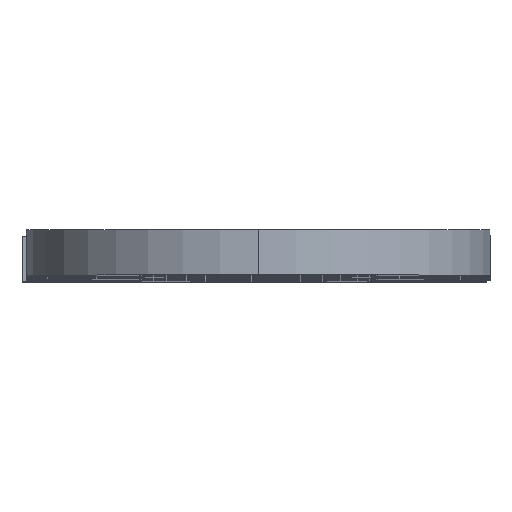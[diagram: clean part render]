
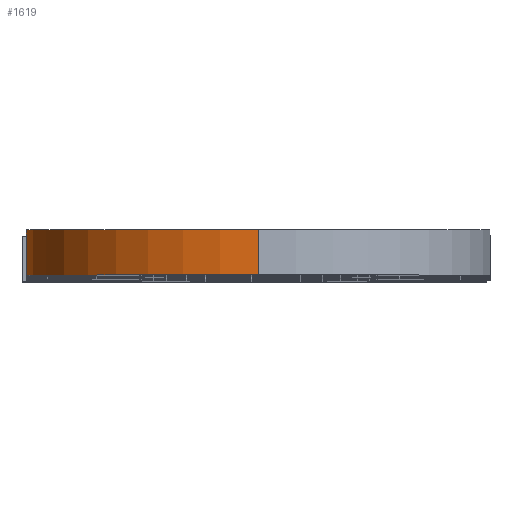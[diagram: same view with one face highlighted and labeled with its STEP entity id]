
A CAD part, top view. The second image highlights one B-rep face of the part: STEP entity #1619.
In plain terms, the highlighted cylindrical face has radius 10.25 mm (diameter 20.5 mm), a partial arc.
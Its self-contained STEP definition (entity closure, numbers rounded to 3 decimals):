
#35 = VECTOR ( 'NONE', #1718, 1000. ) ;
#80 = AXIS2_PLACEMENT_3D ( 'NONE', #1970, #139, #589 ) ;
#139 = DIRECTION ( 'NONE',  ( 0., 1., 0. ) ) ;
#259 = EDGE_CURVE ( 'NONE', #288, #1562, #565, .T. ) ;
#271 = CIRCLE ( 'NONE', #1983, 10.25 ) ;
#273 = VERTEX_POINT ( 'NONE', #1662 ) ;
#288 = VERTEX_POINT ( 'NONE', #297 ) ;
#297 = CARTESIAN_POINT ( 'NONE',  ( 5.417, 0., 151.802 ) ) ;
#354 = LINE ( 'NONE', #1877, #35 ) ;
#424 = CYLINDRICAL_SURFACE ( 'NONE', #1884, 10.25 ) ;
#520 = CARTESIAN_POINT ( 'NONE',  ( 10.417, -2., 160.75 ) ) ;
#530 = CARTESIAN_POINT ( 'NONE',  ( 10.417, -2., 160.75 ) ) ;
#565 = CIRCLE ( 'NONE', #80, 10.25 ) ;
#589 = DIRECTION ( 'NONE',  ( 0., 0., 1. ) ) ;
#638 = DIRECTION ( 'NONE',  ( 0., 0., 1. ) ) ;
#796 = CARTESIAN_POINT ( 'NONE',  ( 5.417, -2., 151.802 ) ) ;
#886 = EDGE_LOOP ( 'NONE', ( #1104, #1670, #1516, #1569 ) ) ;
#956 = DIRECTION ( 'NONE',  ( 0., 1., 0. ) ) ;
#1104 = ORIENTED_EDGE ( 'NONE', *, *, #1637, .T. ) ;
#1140 = EDGE_CURVE ( 'NONE', #273, #1562, #354, .T. ) ;
#1169 = EDGE_CURVE ( 'NONE', #1384, #288, #1626, .T. ) ;
#1233 = DIRECTION ( 'NONE',  ( 0., 0., 1. ) ) ;
#1384 = VERTEX_POINT ( 'NONE', #1971 ) ;
#1516 = ORIENTED_EDGE ( 'NONE', *, *, #259, .F. ) ;
#1557 = DIRECTION ( 'NONE',  ( 0., 1., 0. ) ) ;
#1562 = VERTEX_POINT ( 'NONE', #1672 ) ;
#1569 = ORIENTED_EDGE ( 'NONE', *, *, #1169, .F. ) ;
#1592 = DIRECTION ( 'NONE',  ( 0., 1., 0. ) ) ;
#1619 = ADVANCED_FACE ( 'NONE', ( #1643 ), #424, .T. ) ;
#1626 = LINE ( 'NONE', #796, #1973 ) ;
#1637 = EDGE_CURVE ( 'NONE', #1384, #273, #271, .T. ) ;
#1643 = FACE_OUTER_BOUND ( 'NONE', #886, .T. ) ;
#1662 = CARTESIAN_POINT ( 'NONE',  ( 10.417, -2., 171. ) ) ;
#1670 = ORIENTED_EDGE ( 'NONE', *, *, #1140, .T. ) ;
#1672 = CARTESIAN_POINT ( 'NONE',  ( 10.417, 0., 171. ) ) ;
#1718 = DIRECTION ( 'NONE',  ( 0., 1., 0. ) ) ;
#1877 = CARTESIAN_POINT ( 'NONE',  ( 10.417, -2., 171. ) ) ;
#1884 = AXIS2_PLACEMENT_3D ( 'NONE', #530, #1557, #638 ) ;
#1970 = CARTESIAN_POINT ( 'NONE',  ( 10.417, 0., 160.75 ) ) ;
#1971 = CARTESIAN_POINT ( 'NONE',  ( 5.417, -2., 151.802 ) ) ;
#1973 = VECTOR ( 'NONE', #956, 1000. ) ;
#1983 = AXIS2_PLACEMENT_3D ( 'NONE', #520, #1592, #1233 ) ;
